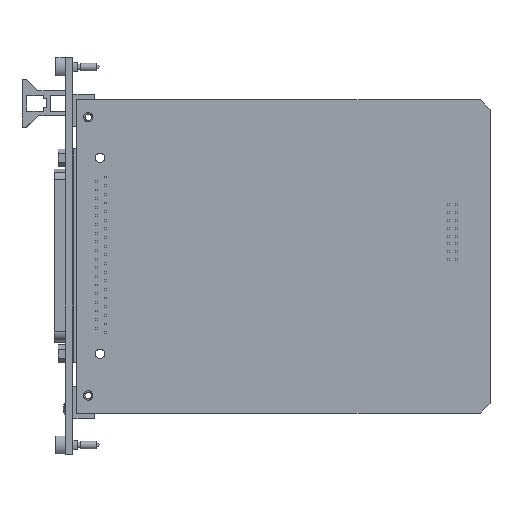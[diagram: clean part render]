
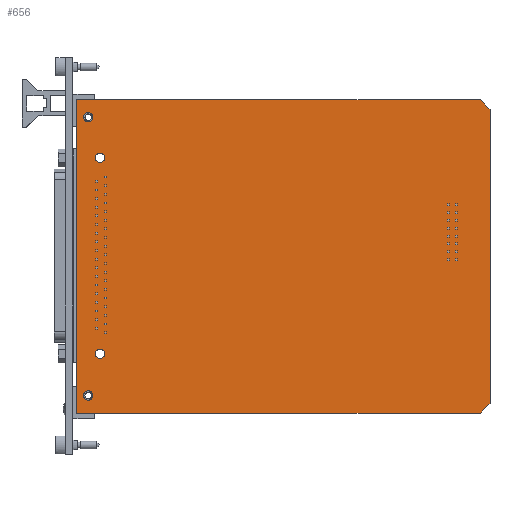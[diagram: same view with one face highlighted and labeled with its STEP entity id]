
A CAD part, top view. The second image highlights one B-rep face of the part: STEP entity #656.
In plain terms, the highlighted face is planar.
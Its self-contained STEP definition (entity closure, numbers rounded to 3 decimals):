
#152=CARTESIAN_POINT('',(-0.8,-45.085,-64.682));
#153=VERTEX_POINT('',#152);
#162=CARTESIAN_POINT('',(-0.8,-45.085,-61.682));
#163=VERTEX_POINT('',#162);
#164=CARTESIAN_POINT('',(-0.8,-45.085,-63.182));
#165=DIRECTION('',(1.0,0.0,0.0));
#166=DIRECTION('',(0.0,0.0,-1.0));
#167=AXIS2_PLACEMENT_3D('',#164,#165,#166);
#168=CIRCLE('',#167,1.5);
#169=EDGE_CURVE('',#163,#153,#168,.T.);
#194=CARTESIAN_POINT('',(-0.8,31.902,-60.89));
#195=VERTEX_POINT('',#194);
#204=CARTESIAN_POINT('',(-0.8,31.902,-57.89));
#205=VERTEX_POINT('',#204);
#206=CARTESIAN_POINT('',(-0.8,31.902,-59.39));
#207=DIRECTION('',(1.0,0.0,0.0));
#208=DIRECTION('',(0.0,0.0,-1.0));
#209=AXIS2_PLACEMENT_3D('',#206,#207,#208);
#210=CIRCLE('',#209,1.5);
#211=EDGE_CURVE('',#205,#195,#210,.T.);
#236=CARTESIAN_POINT('',(-0.8,45.085,-64.683));
#237=VERTEX_POINT('',#236);
#246=CARTESIAN_POINT('',(-0.8,45.085,-61.683));
#247=VERTEX_POINT('',#246);
#248=CARTESIAN_POINT('',(-0.8,45.085,-63.183));
#249=DIRECTION('',(1.0,0.0,0.0));
#250=DIRECTION('',(0.0,0.0,-1.0));
#251=AXIS2_PLACEMENT_3D('',#248,#249,#250);
#252=CIRCLE('',#251,1.5);
#253=EDGE_CURVE('',#247,#237,#252,.T.);
#278=CARTESIAN_POINT('',(-0.8,-31.598,-60.89));
#279=VERTEX_POINT('',#278);
#288=CARTESIAN_POINT('',(-0.8,-31.598,-57.89));
#289=VERTEX_POINT('',#288);
#290=CARTESIAN_POINT('',(-0.8,-31.598,-59.39));
#291=DIRECTION('',(1.0,0.0,0.0));
#292=DIRECTION('',(0.0,0.0,-1.0));
#293=AXIS2_PLACEMENT_3D('',#290,#291,#292);
#294=CIRCLE('',#293,1.5);
#295=EDGE_CURVE('',#289,#279,#294,.T.);
#329=CARTESIAN_POINT('',(-0.8,-31.598,-59.39));
#330=DIRECTION('',(1.0,0.0,0.0));
#331=DIRECTION('',(0.0,0.0,-1.0));
#332=AXIS2_PLACEMENT_3D('',#329,#330,#331);
#333=CIRCLE('',#332,1.5);
#334=EDGE_CURVE('',#279,#289,#333,.T.);
#353=CARTESIAN_POINT('',(-0.8,45.085,-63.183));
#354=DIRECTION('',(1.0,0.0,0.0));
#355=DIRECTION('',(0.0,0.0,-1.0));
#356=AXIS2_PLACEMENT_3D('',#353,#354,#355);
#357=CIRCLE('',#356,1.5);
#358=EDGE_CURVE('',#237,#247,#357,.T.);
#377=CARTESIAN_POINT('',(-0.8,31.902,-59.39));
#378=DIRECTION('',(1.0,0.0,0.0));
#379=DIRECTION('',(0.0,0.0,-1.0));
#380=AXIS2_PLACEMENT_3D('',#377,#378,#379);
#381=CIRCLE('',#380,1.5);
#382=EDGE_CURVE('',#195,#205,#381,.T.);
#401=CARTESIAN_POINT('',(-0.8,-45.085,-63.182));
#402=DIRECTION('',(1.0,0.0,0.0));
#403=DIRECTION('',(0.0,0.0,-1.0));
#404=AXIS2_PLACEMENT_3D('',#401,#402,#403);
#405=CIRCLE('',#404,1.5);
#406=EDGE_CURVE('',#153,#163,#405,.T.);
#426=CARTESIAN_POINT('',(-0.8,50.8,-66.993));
#427=VERTEX_POINT('',#426);
#434=CARTESIAN_POINT('',(-0.8,50.8,63.817));
#435=VERTEX_POINT('',#434);
#436=CARTESIAN_POINT('',(-0.8,50.8,63.817));
#437=DIRECTION('',(0.0,0.0,-1.0));
#438=VECTOR('',#437,130.81);
#439=LINE('',#436,#438);
#440=EDGE_CURVE('',#435,#427,#439,.T.);
#464=CARTESIAN_POINT('',(-0.8,-50.8,-66.992));
#465=VERTEX_POINT('',#464);
#472=CARTESIAN_POINT('',(-0.8,50.8,-66.993));
#473=DIRECTION('',(0.0,-1.0,0.0));
#474=VECTOR('',#473,101.6);
#475=LINE('',#472,#474);
#476=EDGE_CURVE('',#427,#465,#475,.T.);
#495=CARTESIAN_POINT('',(-0.8,-50.8,63.817));
#496=VERTEX_POINT('',#495);
#503=CARTESIAN_POINT('',(-0.8,-50.8,-66.992));
#504=DIRECTION('',(0.0,0.0,1.0));
#505=VECTOR('',#504,130.81);
#506=LINE('',#503,#505);
#507=EDGE_CURVE('',#465,#496,#506,.T.);
#526=CARTESIAN_POINT('',(-0.8,-47.625,66.993));
#527=VERTEX_POINT('',#526);
#534=CARTESIAN_POINT('',(-0.8,-50.8,63.817));
#535=DIRECTION('',(0.0,0.707,0.707));
#536=VECTOR('',#535,4.49);
#537=LINE('',#534,#536);
#538=EDGE_CURVE('',#496,#527,#537,.T.);
#557=CARTESIAN_POINT('',(-0.8,47.625,66.992));
#558=VERTEX_POINT('',#557);
#565=CARTESIAN_POINT('',(-0.8,-47.625,66.993));
#566=DIRECTION('',(0.0,1.0,0.0));
#567=VECTOR('',#566,95.25);
#568=LINE('',#565,#567);
#569=EDGE_CURVE('',#527,#558,#568,.T.);
#587=CARTESIAN_POINT('',(-0.8,47.625,66.992));
#588=DIRECTION('',(0.0,0.707,-0.707));
#589=VECTOR('',#588,4.49);
#590=LINE('',#587,#589);
#591=EDGE_CURVE('',#558,#435,#590,.T.);
#627=CARTESIAN_POINT('',(-0.8,0.,-0.542));
#628=DIRECTION('',(1.0,0.0,0.0));
#629=DIRECTION('',(0.0,0.0,-1.0));
#630=AXIS2_PLACEMENT_3D('',#627,#628,#629);
#631=PLANE('',#630);
#632=ORIENTED_EDGE('',*,*,#591,.T.);
#633=ORIENTED_EDGE('',*,*,#440,.T.);
#634=ORIENTED_EDGE('',*,*,#476,.T.);
#635=ORIENTED_EDGE('',*,*,#507,.T.);
#636=ORIENTED_EDGE('',*,*,#538,.T.);
#637=ORIENTED_EDGE('',*,*,#569,.T.);
#638=EDGE_LOOP('',(#632,#633,#634,#635,#636,#637));
#639=FACE_OUTER_BOUND('',#638,.T.);
#640=ORIENTED_EDGE('',*,*,#334,.T.);
#641=ORIENTED_EDGE('',*,*,#295,.T.);
#642=EDGE_LOOP('',(#640,#641));
#643=FACE_BOUND('',#642,.T.);
#644=ORIENTED_EDGE('',*,*,#358,.T.);
#645=ORIENTED_EDGE('',*,*,#253,.T.);
#646=EDGE_LOOP('',(#644,#645));
#647=FACE_BOUND('',#646,.T.);
#648=ORIENTED_EDGE('',*,*,#382,.T.);
#649=ORIENTED_EDGE('',*,*,#211,.T.);
#650=EDGE_LOOP('',(#648,#649));
#651=FACE_BOUND('',#650,.T.);
#652=ORIENTED_EDGE('',*,*,#406,.T.);
#653=ORIENTED_EDGE('',*,*,#169,.T.);
#654=EDGE_LOOP('',(#652,#653));
#655=FACE_BOUND('',#654,.T.);
#656=ADVANCED_FACE('',(#639,#643,#647,#651,#655),#631,.F.);
